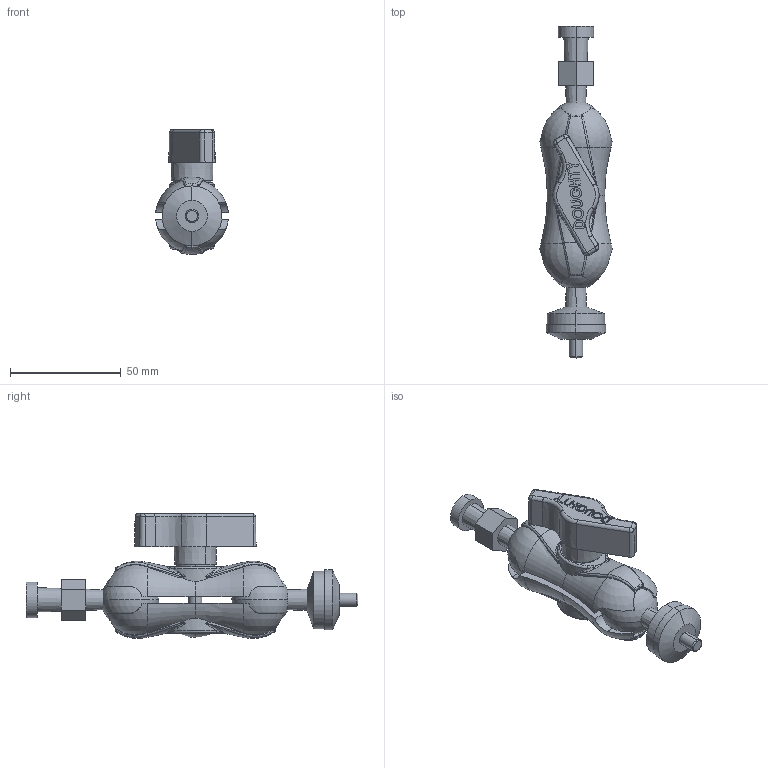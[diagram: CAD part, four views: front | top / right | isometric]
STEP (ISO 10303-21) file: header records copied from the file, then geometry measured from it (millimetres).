
FILE_DESCRIPTION (( 'STEP AP203' ), '1' );
FILE_NAME ('G1155.STEP', '2024-09-04T16:18:10', ( '' ), ( '' ), 'SwSTEP 2.0', 'SolidWorks 2022', '' );
FILE_SCHEMA (( 'CONFIG_CONTROL_DESIGN' ));
Length unit declared in the file: millimetre
Products named in the file (9): Hex Screw GradeC_Doughty Fastners - Black_BS EN 24018 - M6 x 40-WN; G1155-3; G1155-1; G1155-4; G1155-2; G1155-6; G1155-5_Female Large Head; Plain Washer Form B_Doughty Fastners - Black_Bright washer BS 4320 - M8 (Form B); G1155
Assembly tree (9 placements, depth 2):
  G1155
    G1155-1  x2
    G1155-2
    G1155-3
    Hex Screw GradeC_Doughty Fastners - Black_BS EN 24018 - M6 x 40-WN
    G1155-4
    G1155-5_Female Large Head
    Plain Washer Form B_Doughty Fastners - Black_Bright washer BS 4320 - M8 (Form B)
    G1155-6
Bounding box: 32.66 x 150 x 56.44 mm (x, y, z)
Volume: 74384 mm3; surface area: 28474 mm2
Topology: 9 solids, 9 shells, 394 faces, 973 edges, 608 vertices
Faces by surface type: plane 144, bspline 72, cylinder 68, torus 42, sphere 36, cone 32
Entity records: 11226 total; most frequent: CARTESIAN_POINT 3682, ORIENTED_EDGE 1392, DIRECTION 1343, EDGE_CURVE 696, AXIS2_PLACEMENT_3D 523, VERTEX_POINT 440, EDGE_LOOP 316, VECTOR 297
